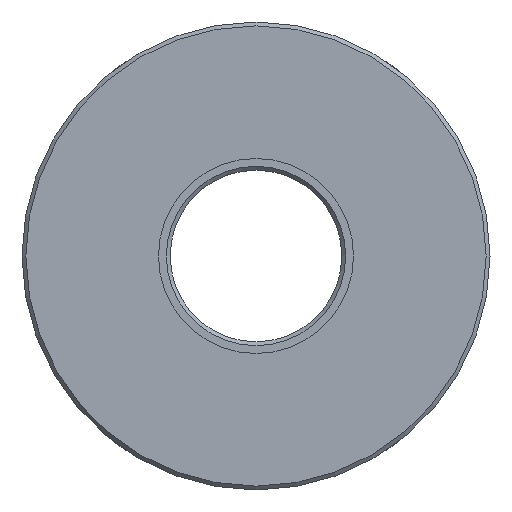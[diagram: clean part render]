
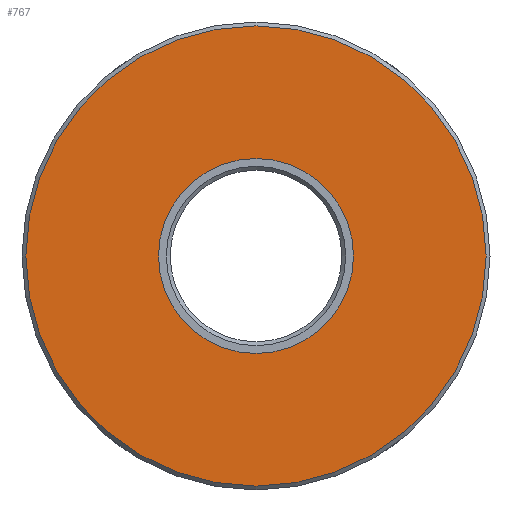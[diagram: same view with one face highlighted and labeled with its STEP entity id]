
A CAD part, left-side view. The second image highlights one B-rep face of the part: STEP entity #767.
In plain terms, the highlighted planar face has unit normal (-1, 0, 0).
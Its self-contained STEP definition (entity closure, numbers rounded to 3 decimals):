
#64=PLANE($,#869);
#134=FACE_BOUND($,#292,.T.);
#135=FACE_BOUND($,#293,.T.);
#292=EDGE_LOOP($,(#636));
#293=EDGE_LOOP($,(#637));
#343=CIRCLE($,#860,12.5);
#346=CIRCLE($,#868,29.5);
#409=VERTEX_POINT($,#1565);
#412=VERTEX_POINT($,#1576);
#485=EDGE_CURVE($,#409,#409,#343,.T.);
#488=EDGE_CURVE($,#412,#412,#346,.T.);
#636=ORIENTED_EDGE($,*,*,#485,.F.);
#637=ORIENTED_EDGE($,*,*,#488,.F.);
#767=ADVANCED_FACE($,(#134,#135),#64,.T.);
#860=AXIS2_PLACEMENT_3D($,#1566,#1066,#1067);
#868=AXIS2_PLACEMENT_3D($,#1577,#1082,#1083);
#869=AXIS2_PLACEMENT_3D($,#1578,#1084,#1085);
#1066=DIRECTION('center_axis',(-1.,0.,0.));
#1067=DIRECTION('ref_axis',(0.,-1.,0.));
#1082=DIRECTION('center_axis',(1.,0.,0.));
#1083=DIRECTION('ref_axis',(0.,1.,0.));
#1084=DIRECTION('center_axis',(-1.,0.,0.));
#1085=DIRECTION('ref_axis',(0.,0.,1.));
#1565=CARTESIAN_POINT('',(-9.5,-12.5,0.));
#1566=CARTESIAN_POINT('Origin',(-9.5,0.,0.));
#1576=CARTESIAN_POINT('',(-9.5,-29.5,0.));
#1577=CARTESIAN_POINT('Origin',(-9.5,0.,0.));
#1578=CARTESIAN_POINT('Origin',(-9.5,-21.25,0.));
